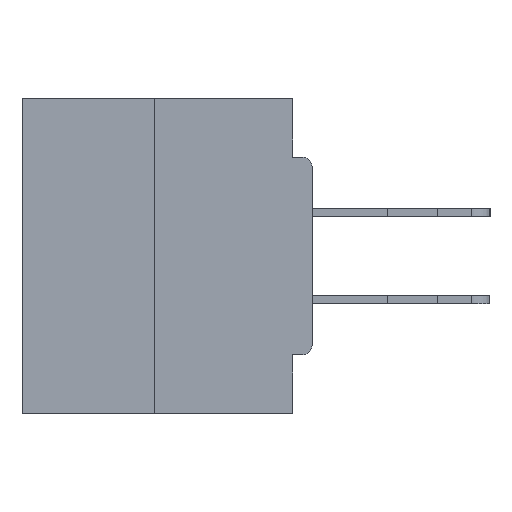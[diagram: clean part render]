
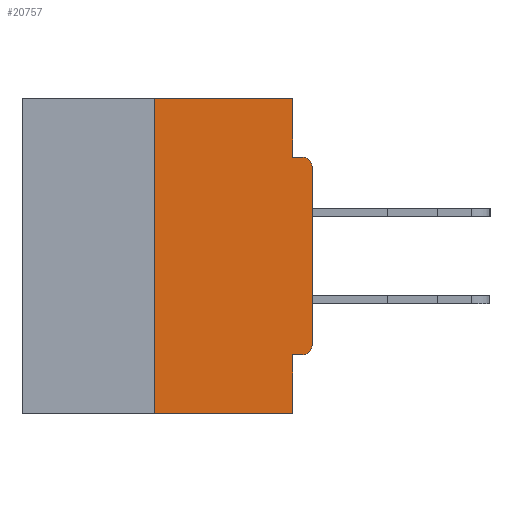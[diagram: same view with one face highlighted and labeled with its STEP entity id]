
A CAD part, left-side view. The second image highlights one B-rep face of the part: STEP entity #20757.
In plain terms, the highlighted planar face has unit normal (-1, 0, 0).
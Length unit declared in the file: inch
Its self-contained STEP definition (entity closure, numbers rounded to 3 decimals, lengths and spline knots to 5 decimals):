
#31 = EDGE_CURVE ( 'NONE', #4941, #14425, #17320, .T. ) ;
#1200 = DIRECTION ( 'NONE',  ( 0., 1., 0. ) ) ;
#1486 = VECTOR ( 'NONE', #15636, 39.37008 ) ;
#1860 = EDGE_CURVE ( 'NONE', #14425, #22954, #25621, .T. ) ;
#2251 = DIRECTION ( 'NONE',  ( 0., 0., 1. ) ) ;
#3118 = CARTESIAN_POINT ( 'NONE',  ( 0., 0.031, -0.5 ) ) ;
#3447 = VECTOR ( 'NONE', #2251, 39.37008 ) ;
#3738 = EDGE_CURVE ( 'NONE', #22954, #9180, #28706, .T. ) ;
#4062 = CIRCLE ( 'NONE', #6227, 0.015 ) ;
#4137 = VERTEX_POINT ( 'NONE', #10420 ) ;
#4227 = VERTEX_POINT ( 'NONE', #5488 ) ;
#4622 = DIRECTION ( 'NONE',  ( 0., -1., 0. ) ) ;
#4843 = EDGE_CURVE ( 'NONE', #12437, #4137, #11703, .T. ) ;
#4865 = DIRECTION ( 'NONE',  ( 0., 0., -1. ) ) ;
#4941 = VERTEX_POINT ( 'NONE', #23484 ) ;
#5215 = CARTESIAN_POINT ( 'NONE',  ( 0., 0.031, 0. ) ) ;
#5290 = ORIENTED_EDGE ( 'NONE', *, *, #10748, .F. ) ;
#5306 = VECTOR ( 'NONE', #15618, 39.37008 ) ;
#5488 = CARTESIAN_POINT ( 'NONE',  ( 0., 0., -0.1085 ) ) ;
#5528 = CARTESIAN_POINT ( 'NONE',  ( 0., 0., -0.0935 ) ) ;
#6151 = AXIS2_PLACEMENT_3D ( 'NONE', #19188, #13459, #16660 ) ;
#6227 = AXIS2_PLACEMENT_3D ( 'NONE', #12634, #32774, #9284 ) ;
#7162 = CARTESIAN_POINT ( 'NONE',  ( 0., 0.46, 0. ) ) ;
#7653 = CARTESIAN_POINT ( 'NONE',  ( 0., 0.031, -0.5 ) ) ;
#8027 = CARTESIAN_POINT ( 'NONE',  ( 0., 0.015, -0.0935 ) ) ;
#9180 = VERTEX_POINT ( 'NONE', #8027 ) ;
#9284 = DIRECTION ( 'NONE',  ( 0., 0., -1. ) ) ;
#10323 = AXIS2_PLACEMENT_3D ( 'NONE', #15671, #28029, #4865 ) ;
#10420 = CARTESIAN_POINT ( 'NONE',  ( 0., 0.031, -0.4065 ) ) ;
#10748 = EDGE_CURVE ( 'NONE', #12633, #4941, #19929, .T. ) ;
#11095 = PLANE ( 'NONE',  #6151 ) ;
#11703 = LINE ( 'NONE', #16605, #30612 ) ;
#12437 = VERTEX_POINT ( 'NONE', #22163 ) ;
#12633 = VERTEX_POINT ( 'NONE', #25520 ) ;
#12634 = CARTESIAN_POINT ( 'NONE',  ( 0., 0.015, -0.3915 ) ) ;
#13459 = DIRECTION ( 'NONE',  ( 1., 0., 0. ) ) ;
#14425 = VERTEX_POINT ( 'NONE', #5215 ) ;
#14990 = VECTOR ( 'NONE', #21298, 39.37008 ) ;
#15122 = CARTESIAN_POINT ( 'NONE',  ( 0., 0.031, -0.0935 ) ) ;
#15618 = DIRECTION ( 'NONE',  ( 0., 0., 1. ) ) ;
#15636 = DIRECTION ( 'NONE',  ( 0., 0., -1. ) ) ;
#15671 = CARTESIAN_POINT ( 'NONE',  ( 0., 0.015, -0.1085 ) ) ;
#15834 = DIRECTION ( 'NONE',  ( 0., -1., 0. ) ) ;
#15854 = ORIENTED_EDGE ( 'NONE', *, *, #21056, .T. ) ;
#16204 = LINE ( 'NONE', #26686, #14990 ) ;
#16419 = VECTOR ( 'NONE', #4622, 39.37008 ) ;
#16605 = CARTESIAN_POINT ( 'NONE',  ( 0., 0., -0.4065 ) ) ;
#16660 = DIRECTION ( 'NONE',  ( 0., 0., -1. ) ) ;
#17320 = LINE ( 'NONE', #7162, #16419 ) ;
#18750 = ORIENTED_EDGE ( 'NONE', *, *, #24671, .T. ) ;
#19188 = CARTESIAN_POINT ( 'NONE',  ( 0., 0.46, 0. ) ) ;
#19928 = VERTEX_POINT ( 'NONE', #27868 ) ;
#19929 = LINE ( 'NONE', #32596, #5306 ) ;
#20757 = ADVANCED_FACE ( 'NONE', ( #32052 ), #11095, .F. ) ;
#20952 = ORIENTED_EDGE ( 'NONE', *, *, #4843, .F. ) ;
#21056 = EDGE_CURVE ( 'NONE', #19928, #4227, #23066, .T. ) ;
#21179 = ORIENTED_EDGE ( 'NONE', *, *, #1860, .F. ) ;
#21298 = DIRECTION ( 'NONE',  ( 0., -1., 0. ) ) ;
#22163 = CARTESIAN_POINT ( 'NONE',  ( 0., 0.015, -0.4065 ) ) ;
#22291 = ORIENTED_EDGE ( 'NONE', *, *, #22376, .T. ) ;
#22376 = EDGE_CURVE ( 'NONE', #12437, #19928, #4062, .T. ) ;
#22607 = ORIENTED_EDGE ( 'NONE', *, *, #31413, .T. ) ;
#22744 = CIRCLE ( 'NONE', #10323, 0.015 ) ;
#22954 = VERTEX_POINT ( 'NONE', #15122 ) ;
#23000 = EDGE_CURVE ( 'NONE', #4137, #30518, #29609, .T. ) ;
#23066 = LINE ( 'NONE', #25763, #3447 ) ;
#23484 = CARTESIAN_POINT ( 'NONE',  ( 0., 0.25, 0. ) ) ;
#23972 = EDGE_LOOP ( 'NONE', ( #25873, #5290, #18750, #24574, #20952, #22291, #15854, #22607, #24143, #21179 ) ) ;
#24143 = ORIENTED_EDGE ( 'NONE', *, *, #3738, .F. ) ;
#24574 = ORIENTED_EDGE ( 'NONE', *, *, #23000, .F. ) ;
#24671 = EDGE_CURVE ( 'NONE', #12633, #30518, #16204, .T. ) ;
#25186 = VECTOR ( 'NONE', #32652, 39.37008 ) ;
#25520 = CARTESIAN_POINT ( 'NONE',  ( 0., 0.25, -0.5 ) ) ;
#25621 = LINE ( 'NONE', #26128, #1486 ) ;
#25763 = CARTESIAN_POINT ( 'NONE',  ( 0., 0., 0. ) ) ;
#25873 = ORIENTED_EDGE ( 'NONE', *, *, #31, .F. ) ;
#26128 = CARTESIAN_POINT ( 'NONE',  ( 0., 0.031, 0. ) ) ;
#26686 = CARTESIAN_POINT ( 'NONE',  ( 0., 0.46, -0.5 ) ) ;
#27868 = CARTESIAN_POINT ( 'NONE',  ( 0., 0., -0.3915 ) ) ;
#28029 = DIRECTION ( 'NONE',  ( -1., 0., 0. ) ) ;
#28706 = LINE ( 'NONE', #5528, #30307 ) ;
#29609 = LINE ( 'NONE', #3118, #25186 ) ;
#30307 = VECTOR ( 'NONE', #15834, 39.37008 ) ;
#30518 = VERTEX_POINT ( 'NONE', #7653 ) ;
#30612 = VECTOR ( 'NONE', #1200, 39.37008 ) ;
#31413 = EDGE_CURVE ( 'NONE', #4227, #9180, #22744, .T. ) ;
#32052 = FACE_OUTER_BOUND ( 'NONE', #23972, .T. ) ;
#32596 = CARTESIAN_POINT ( 'NONE',  ( 0., 0.25, 0. ) ) ;
#32652 = DIRECTION ( 'NONE',  ( 0., 0., -1. ) ) ;
#32774 = DIRECTION ( 'NONE',  ( -1., 0., 0. ) ) ;
